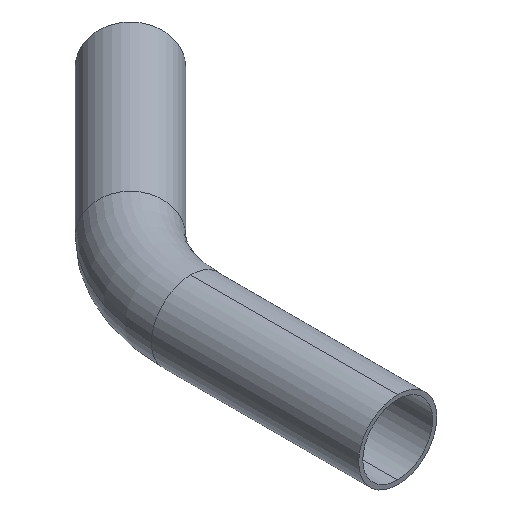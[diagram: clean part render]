
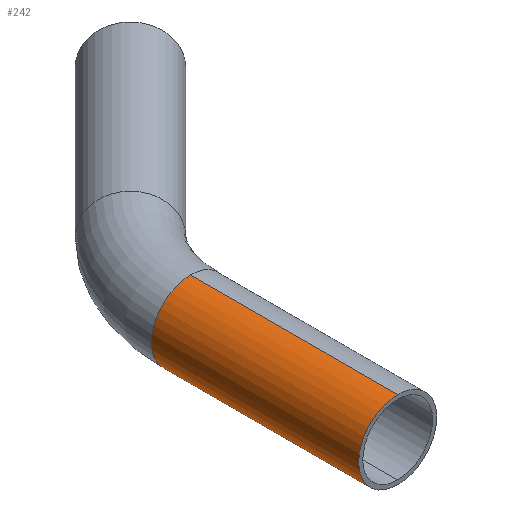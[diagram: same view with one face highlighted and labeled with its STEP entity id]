
A CAD part, isometric view. The second image highlights one B-rep face of the part: STEP entity #242.
In plain terms, the highlighted cylindrical face has radius 18.85 mm (diameter 37.7 mm), a partial arc.
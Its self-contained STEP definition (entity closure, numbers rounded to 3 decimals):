
#10 = DIRECTION ( 'NONE',  ( 0., 1., 0. ) ) ;
#27 = CARTESIAN_POINT ( 'NONE',  ( -18.85, 100., 0. ) ) ;
#41 = VERTEX_POINT ( 'NONE', #27 ) ;
#42 = VERTEX_POINT ( 'NONE', #212 ) ;
#54 = CARTESIAN_POINT ( 'NONE',  ( 0., 0., 0. ) ) ;
#59 = CARTESIAN_POINT ( 'NONE',  ( 0., 0., 18.85 ) ) ;
#68 = EDGE_CURVE ( 'NONE', #143, #255, #130, .T. ) ;
#75 = ORIENTED_EDGE ( 'NONE', *, *, #68, .T. ) ;
#83 = EDGE_CURVE ( 'NONE', #41, #268, #435, .T. ) ;
#96 = DIRECTION ( 'NONE',  ( 0., -1., 0. ) ) ;
#99 = CARTESIAN_POINT ( 'NONE',  ( 0., 100., 0. ) ) ;
#101 = AXIS2_PLACEMENT_3D ( 'NONE', #103, #241, #397 ) ;
#103 = CARTESIAN_POINT ( 'NONE',  ( 0., 100., 0. ) ) ;
#113 = EDGE_CURVE ( 'NONE', #143, #42, #411, .T. ) ;
#130 = LINE ( 'NONE', #176, #248 ) ;
#143 = VERTEX_POINT ( 'NONE', #59 ) ;
#144 = EDGE_CURVE ( 'NONE', #255, #41, #149, .T. ) ;
#149 = CIRCLE ( 'NONE', #101, 18.85 ) ;
#168 = DIRECTION ( 'NONE',  ( 0., 1., 0. ) ) ;
#171 = CARTESIAN_POINT ( 'NONE',  ( 0., 100., -18.85 ) ) ;
#176 = CARTESIAN_POINT ( 'NONE',  ( 0., 0., 18.85 ) ) ;
#189 = AXIS2_PLACEMENT_3D ( 'NONE', #321, #96, #399 ) ;
#212 = CARTESIAN_POINT ( 'NONE',  ( 0., 0., -18.85 ) ) ;
#240 = DIRECTION ( 'NONE',  ( 0., 0., 1. ) ) ;
#241 = DIRECTION ( 'NONE',  ( 0., -1., 0. ) ) ;
#242 = ADVANCED_FACE ( 'NONE', ( #398 ), #287, .T. ) ;
#245 = DIRECTION ( 'NONE',  ( 0., 1., 0. ) ) ;
#247 = CARTESIAN_POINT ( 'NONE',  ( 0., 0., -18.85 ) ) ;
#248 = VECTOR ( 'NONE', #168, 1000. ) ;
#255 = VERTEX_POINT ( 'NONE', #324 ) ;
#266 = EDGE_LOOP ( 'NONE', ( #296, #309, #75, #425, #457 ) ) ;
#268 = VERTEX_POINT ( 'NONE', #171 ) ;
#279 = DIRECTION ( 'NONE',  ( 0., 0., 1. ) ) ;
#281 = EDGE_CURVE ( 'NONE', #42, #268, #316, .T. ) ;
#282 = AXIS2_PLACEMENT_3D ( 'NONE', #99, #317, #279 ) ;
#287 = CYLINDRICAL_SURFACE ( 'NONE', #400, 18.85 ) ;
#296 = ORIENTED_EDGE ( 'NONE', *, *, #281, .F. ) ;
#309 = ORIENTED_EDGE ( 'NONE', *, *, #113, .F. ) ;
#316 = LINE ( 'NONE', #247, #417 ) ;
#317 = DIRECTION ( 'NONE',  ( 0., -1., 0. ) ) ;
#321 = CARTESIAN_POINT ( 'NONE',  ( 0., 0., 0. ) ) ;
#324 = CARTESIAN_POINT ( 'NONE',  ( 0., 100., 18.85 ) ) ;
#397 = DIRECTION ( 'NONE',  ( 0., 0., 1. ) ) ;
#398 = FACE_OUTER_BOUND ( 'NONE', #266, .T. ) ;
#399 = DIRECTION ( 'NONE',  ( 1., 0., 0. ) ) ;
#400 = AXIS2_PLACEMENT_3D ( 'NONE', #54, #245, #240 ) ;
#411 = CIRCLE ( 'NONE', #189, 18.85 ) ;
#417 = VECTOR ( 'NONE', #10, 1000. ) ;
#425 = ORIENTED_EDGE ( 'NONE', *, *, #144, .T. ) ;
#435 = CIRCLE ( 'NONE', #282, 18.85 ) ;
#457 = ORIENTED_EDGE ( 'NONE', *, *, #83, .T. ) ;
